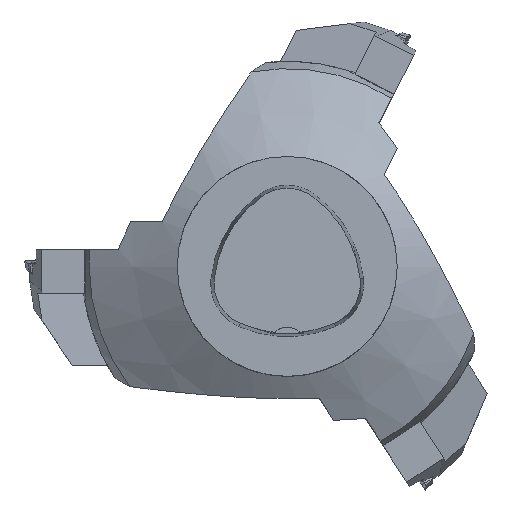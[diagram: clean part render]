
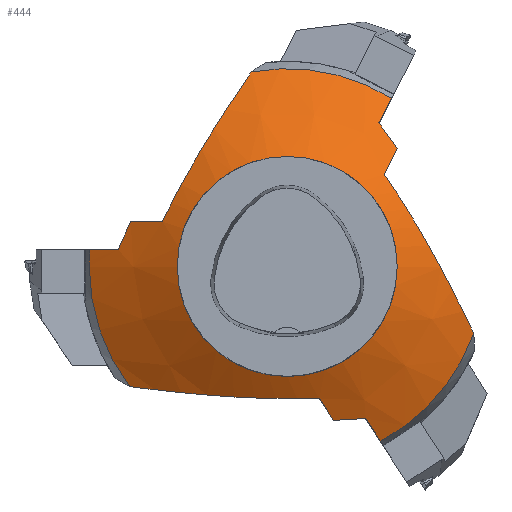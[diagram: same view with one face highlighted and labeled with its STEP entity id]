
A CAD part, top view. The second image highlights one B-rep face of the part: STEP entity #444.
In plain terms, the highlighted conical face has half-angle 60 degrees and reference radius 72.02 mm.
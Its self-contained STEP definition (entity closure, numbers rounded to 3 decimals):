
#273=B_SPLINE_CURVE_WITH_KNOTS('',3,(#3804,#3805,#3806,#3807),
 .UNSPECIFIED.,.F.,.F.,(4,4),(0.,1.),.UNSPECIFIED.);
#274=B_SPLINE_CURVE_WITH_KNOTS('',3,(#3810,#3811,#3812,#3813),
 .UNSPECIFIED.,.F.,.F.,(4,4),(0.,1.),.UNSPECIFIED.);
#275=B_SPLINE_CURVE_WITH_KNOTS('',3,(#3814,#3815,#3816,#3817,#3818,#3819,
#3820,#3821),.UNSPECIFIED.,.F.,.F.,(4,2,2,4),(0.,0.25,0.5,1.),
 .UNSPECIFIED.);
#276=B_SPLINE_CURVE_WITH_KNOTS('',3,(#3823,#3824,#3825,#3826,#3827,#3828,
#3829,#3830,#3831,#3832),.UNSPECIFIED.,.F.,.F.,(4,3,3,4),(0.,0.321,
0.643,1.),.UNSPECIFIED.);
#277=B_SPLINE_CURVE_WITH_KNOTS('',3,(#3834,#3835,#3836,#3837),
 .UNSPECIFIED.,.F.,.F.,(4,4),(0.,1.),.UNSPECIFIED.);
#278=B_SPLINE_CURVE_WITH_KNOTS('',3,(#3839,#3840,#3841,#3842),
 .UNSPECIFIED.,.F.,.F.,(4,4),(0.,1.),.UNSPECIFIED.);
#279=B_SPLINE_CURVE_WITH_KNOTS('',3,(#3844,#3845,#3846,#3847),
 .UNSPECIFIED.,.F.,.F.,(4,4),(0.,1.),.UNSPECIFIED.);
#280=B_SPLINE_CURVE_WITH_KNOTS('',3,(#3848,#3849,#3850,#3851,#3852,#3853,
#3854,#3855),.UNSPECIFIED.,.F.,.F.,(4,2,2,4),(0.,0.25,0.5,1.),
 .UNSPECIFIED.);
#281=B_SPLINE_CURVE_WITH_KNOTS('',3,(#3857,#3858,#3859,#3860),
 .UNSPECIFIED.,.F.,.F.,(4,4),(0.,1.),.UNSPECIFIED.);
#282=B_SPLINE_CURVE_WITH_KNOTS('',3,(#3862,#3863,#3864,#3865),
 .UNSPECIFIED.,.F.,.F.,(4,4),(0.,1.),.UNSPECIFIED.);
#283=B_SPLINE_CURVE_WITH_KNOTS('',3,(#3867,#3868,#3869,#3870),
 .UNSPECIFIED.,.F.,.F.,(4,4),(0.,1.),.UNSPECIFIED.);
#284=B_SPLINE_CURVE_WITH_KNOTS('',3,(#3871,#3872,#3873,#3874,#3875,#3876,
#3877,#3878),.UNSPECIFIED.,.F.,.F.,(4,2,2,4),(0.,0.25,0.5,1.),
 .UNSPECIFIED.);
#285=B_SPLINE_CURVE_WITH_KNOTS('',3,(#3880,#3881,#3882,#3883),
 .UNSPECIFIED.,.F.,.F.,(4,4),(0.,1.),.UNSPECIFIED.);
#303=CONICAL_SURFACE('',#2736,72.021,60.);
#444=ADVANCED_FACE('',(#621,#622),#303,.T.);
#556=CIRCLE('',#2672,40.);
#576=CIRCLE('',#2728,72.021);
#577=CIRCLE('',#2731,72.021);
#578=CIRCLE('',#2734,72.021);
#621=FACE_BOUND('',#710,.T.);
#622=FACE_BOUND('',#711,.T.);
#710=EDGE_LOOP('',(#993,#994,#995,#996,#997,#998,#999,#1000,#1001,#1002,
#1003,#1004,#1005,#1006,#1007,#1008));
#711=EDGE_LOOP('',(#1009));
#993=ORIENTED_EDGE('',*,*,#1836,.T.);
#994=ORIENTED_EDGE('',*,*,#1837,.T.);
#995=ORIENTED_EDGE('',*,*,#1825,.T.);
#996=ORIENTED_EDGE('',*,*,#1838,.F.);
#997=ORIENTED_EDGE('',*,*,#1839,.T.);
#998=ORIENTED_EDGE('',*,*,#1840,.F.);
#999=ORIENTED_EDGE('',*,*,#1841,.T.);
#1000=ORIENTED_EDGE('',*,*,#1842,.T.);
#1001=ORIENTED_EDGE('',*,*,#1833,.T.);
#1002=ORIENTED_EDGE('',*,*,#1843,.F.);
#1003=ORIENTED_EDGE('',*,*,#1844,.F.);
#1004=ORIENTED_EDGE('',*,*,#1845,.T.);
#1005=ORIENTED_EDGE('',*,*,#1846,.T.);
#1006=ORIENTED_EDGE('',*,*,#1829,.T.);
#1007=ORIENTED_EDGE('',*,*,#1847,.F.);
#1008=ORIENTED_EDGE('',*,*,#1848,.F.);
#1009=ORIENTED_EDGE('',*,*,#1776,.F.);
#1539=VERTEX_POINT('',#3632);
#1571=VERTEX_POINT('',#3744);
#1572=VERTEX_POINT('',#3746);
#1574=VERTEX_POINT('',#3765);
#1575=VERTEX_POINT('',#3767);
#1577=VERTEX_POINT('',#3785);
#1578=VERTEX_POINT('',#3787);
#1580=VERTEX_POINT('',#3808);
#1581=VERTEX_POINT('',#3809);
#1582=VERTEX_POINT('',#3822);
#1583=VERTEX_POINT('',#3833);
#1584=VERTEX_POINT('',#3838);
#1585=VERTEX_POINT('',#3843);
#1586=VERTEX_POINT('',#3856);
#1587=VERTEX_POINT('',#3861);
#1588=VERTEX_POINT('',#3866);
#1589=VERTEX_POINT('',#3879);
#1776=EDGE_CURVE('',#1539,#1539,#556,.T.);
#1825=EDGE_CURVE('',#1572,#1571,#576,.T.);
#1829=EDGE_CURVE('',#1575,#1574,#577,.T.);
#1833=EDGE_CURVE('',#1578,#1577,#578,.T.);
#1836=EDGE_CURVE('',#1580,#1581,#273,.T.);
#1837=EDGE_CURVE('',#1581,#1572,#274,.T.);
#1838=EDGE_CURVE('',#1582,#1571,#275,.T.);
#1839=EDGE_CURVE('',#1582,#1583,#276,.T.);
#1840=EDGE_CURVE('',#1584,#1583,#277,.T.);
#1841=EDGE_CURVE('',#1584,#1585,#278,.T.);
#1842=EDGE_CURVE('',#1585,#1578,#279,.T.);
#1843=EDGE_CURVE('',#1586,#1577,#280,.T.);
#1844=EDGE_CURVE('',#1587,#1586,#281,.T.);
#1845=EDGE_CURVE('',#1587,#1588,#282,.T.);
#1846=EDGE_CURVE('',#1588,#1575,#283,.T.);
#1847=EDGE_CURVE('',#1589,#1574,#284,.T.);
#1848=EDGE_CURVE('',#1580,#1589,#285,.T.);
#2672=AXIS2_PLACEMENT_3D('',#3631,#2935,#2936);
#2728=AXIS2_PLACEMENT_3D('',#3745,#3064,#3065);
#2731=AXIS2_PLACEMENT_3D('',#3766,#3070,#3071);
#2734=AXIS2_PLACEMENT_3D('',#3786,#3076,#3077);
#2736=AXIS2_PLACEMENT_3D('',#3884,#3080,#3081);
#2935=DIRECTION('',(0.,0.,1.));
#2936=DIRECTION('',(1.,0.,0.));
#3064=DIRECTION('',(0.,0.,1.));
#3065=DIRECTION('',(1.,0.,0.));
#3070=DIRECTION('',(0.,0.,1.));
#3071=DIRECTION('',(1.,0.,0.));
#3076=DIRECTION('',(0.,0.,1.));
#3077=DIRECTION('',(1.,0.,0.));
#3080=DIRECTION('',(0.,0.,-1.));
#3081=DIRECTION('',(-1.,0.,0.));
#3631=CARTESIAN_POINT('',(0.,0.,-42.513));
#3632=CARTESIAN_POINT('',(40.,0.,-42.513));
#3744=CARTESIAN_POINT('',(-57.306,-43.623,-61.));
#3745=CARTESIAN_POINT('',(0.,0.,-61.));
#3746=CARTESIAN_POINT('',(-71.752,6.218,-61.));
#3765=CARTESIAN_POINT('',(-13.099,70.819,-61.));
#3766=CARTESIAN_POINT('',(0.,0.,-61.));
#3767=CARTESIAN_POINT('',(37.901,61.241,-61.));
#3785=CARTESIAN_POINT('',(67.839,-24.184,-61.));
#3786=CARTESIAN_POINT('',(0.,0.,-61.));
#3787=CARTESIAN_POINT('',(33.975,-63.503,-61.));
#3804=CARTESIAN_POINT('',(-56.918,16.399,-53.617));
#3805=CARTESIAN_POINT('',(-58.51,13.007,-53.959));
#3806=CARTESIAN_POINT('',(-60.045,9.612,-54.468));
#3807=CARTESIAN_POINT('',(-61.528,6.218,-55.123));
#3808=CARTESIAN_POINT('',(-56.918,16.399,-53.617));
#3809=CARTESIAN_POINT('',(-61.528,6.218,-55.123));
#3810=CARTESIAN_POINT('',(-61.528,6.218,-55.123));
#3811=CARTESIAN_POINT('',(-64.937,6.218,-57.081));
#3812=CARTESIAN_POINT('',(-68.344,6.218,-59.04));
#3813=CARTESIAN_POINT('',(-71.752,6.218,-61.));
#3814=CARTESIAN_POINT('',(11.361,-47.791,-47.78));
#3815=CARTESIAN_POINT('',(5.445,-48.003,-47.109));
#3816=CARTESIAN_POINT('',(-0.438,-48.05,-46.958));
#3817=CARTESIAN_POINT('',(-12.134,-47.816,-47.702));
#3818=CARTESIAN_POINT('',(-17.949,-47.535,-48.592));
#3819=CARTESIAN_POINT('',(-35.314,-46.312,-52.471));
#3820=CARTESIAN_POINT('',(-46.411,-45.044,-56.492));
#3821=CARTESIAN_POINT('',(-57.306,-43.623,-61.));
#3822=CARTESIAN_POINT('',(11.361,-47.791,-47.78));
#3823=CARTESIAN_POINT('',(11.361,-47.791,-47.78));
#3824=CARTESIAN_POINT('',(11.405,-47.79,-47.785));
#3825=CARTESIAN_POINT('',(11.449,-47.795,-47.794));
#3826=CARTESIAN_POINT('',(11.489,-47.806,-47.806));
#3827=CARTESIAN_POINT('',(11.53,-47.817,-47.817));
#3828=CARTESIAN_POINT('',(11.569,-47.835,-47.832));
#3829=CARTESIAN_POINT('',(11.602,-47.857,-47.85));
#3830=CARTESIAN_POINT('',(11.639,-47.882,-47.869));
#3831=CARTESIAN_POINT('',(11.67,-47.914,-47.891));
#3832=CARTESIAN_POINT('',(11.694,-47.95,-47.914));
#3833=CARTESIAN_POINT('',(11.694,-47.95,-47.914));
#3834=CARTESIAN_POINT('',(16.886,-55.915,-53.141));
#3835=CARTESIAN_POINT('',(15.158,-53.265,-51.388));
#3836=CARTESIAN_POINT('',(13.428,-50.611,-49.644));
#3837=CARTESIAN_POINT('',(11.694,-47.95,-47.914));
#3838=CARTESIAN_POINT('',(16.886,-55.915,-53.141));
#3839=CARTESIAN_POINT('',(16.886,-55.915,-53.141));
#3840=CARTESIAN_POINT('',(20.817,-55.739,-53.7));
#3841=CARTESIAN_POINT('',(24.718,-55.506,-54.439));
#3842=CARTESIAN_POINT('',(28.58,-55.228,-55.321));
#3843=CARTESIAN_POINT('',(28.58,-55.228,-55.321));
#3844=CARTESIAN_POINT('',(28.58,-55.228,-55.321));
#3845=CARTESIAN_POINT('',(30.379,-57.987,-57.213));
#3846=CARTESIAN_POINT('',(32.177,-60.745,-59.106));
#3847=CARTESIAN_POINT('',(33.975,-63.503,-61.));
#3848=CARTESIAN_POINT('',(35.297,33.517,-47.522));
#3849=CARTESIAN_POINT('',(38.54,28.834,-47.017));
#3850=CARTESIAN_POINT('',(41.635,24.093,-47.004));
#3851=CARTESIAN_POINT('',(47.539,14.5,-47.933));
#3852=CARTESIAN_POINT('',(50.352,9.644,-48.871));
#3853=CARTESIAN_POINT('',(58.449,-5.029,-52.771));
#3854=CARTESIAN_POINT('',(63.251,-14.638,-56.655));
#3855=CARTESIAN_POINT('',(67.839,-24.184,-61.));
#3856=CARTESIAN_POINT('',(35.297,33.517,-47.522));
#3857=CARTESIAN_POINT('',(40.096,43.016,-53.37));
#3858=CARTESIAN_POINT('',(38.5,39.856,-51.407));
#3859=CARTESIAN_POINT('',(36.901,36.691,-49.455));
#3860=CARTESIAN_POINT('',(35.297,33.517,-47.522));
#3861=CARTESIAN_POINT('',(40.096,43.016,-53.37));
#3862=CARTESIAN_POINT('',(40.096,43.016,-53.37));
#3863=CARTESIAN_POINT('',(37.881,46.152,-53.823));
#3864=CARTESIAN_POINT('',(35.637,49.233,-54.449));
#3865=CARTESIAN_POINT('',(33.368,52.267,-55.221));
#3866=CARTESIAN_POINT('',(33.368,52.267,-55.221));
#3867=CARTESIAN_POINT('',(33.368,52.267,-55.221));
#3868=CARTESIAN_POINT('',(34.88,55.259,-57.146));
#3869=CARTESIAN_POINT('',(36.391,58.25,-59.073));
#3870=CARTESIAN_POINT('',(37.901,61.241,-61.));
#3871=CARTESIAN_POINT('',(-45.427,16.399,-47.303));
#3872=CARTESIAN_POINT('',(-43.067,21.297,-46.981));
#3873=CARTESIAN_POINT('',(-40.592,26.104,-47.114));
#3874=CARTESIAN_POINT('',(-35.426,35.548,-48.232));
#3875=CARTESIAN_POINT('',(-32.728,40.2,-49.218));
#3876=CARTESIAN_POINT('',(-24.45,53.864,-53.113));
#3877=CARTESIAN_POINT('',(-18.799,62.442,-56.843));
#3878=CARTESIAN_POINT('',(-13.099,70.819,-61.));
#3879=CARTESIAN_POINT('',(-45.427,16.399,-47.303));
#3880=CARTESIAN_POINT('',(-56.918,16.399,-53.617));
#3881=CARTESIAN_POINT('',(-53.096,16.399,-51.497));
#3882=CARTESIAN_POINT('',(-49.268,16.399,-49.389));
#3883=CARTESIAN_POINT('',(-45.427,16.399,-47.303));
#3884=CARTESIAN_POINT('',(0.,0.,-61.));
